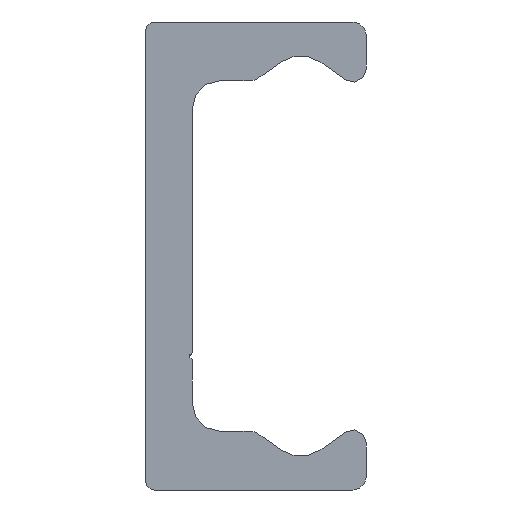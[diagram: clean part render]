
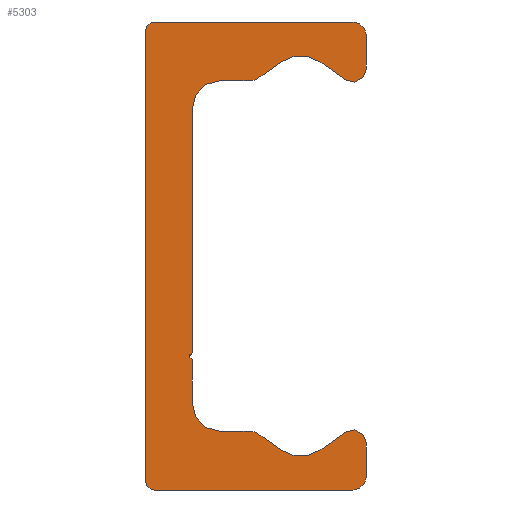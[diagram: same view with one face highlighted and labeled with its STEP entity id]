
A CAD part, left-side view. The second image highlights one B-rep face of the part: STEP entity #5303.
In plain terms, the highlighted planar face has unit normal (-1, 0, 0).
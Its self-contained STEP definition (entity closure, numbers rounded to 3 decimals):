
#4180=CARTESIAN_POINT('',(0.0,4.75,-7.25));
#4181=VERTEX_POINT('',#4180);
#4188=CARTESIAN_POINT('',(0.0,4.75,-7.75));
#4189=VERTEX_POINT('',#4188);
#4190=CARTESIAN_POINT('',(0.0,4.75,-7.5));
#4191=DIRECTION('',(-1.0,0.0,0.0));
#4192=DIRECTION('',(0.0,0.0,1.0));
#4193=AXIS2_PLACEMENT_3D('',#4190,#4191,#4192);
#4194=CIRCLE('',#4193,0.25);
#4195=EDGE_CURVE('',#4181,#4189,#4194,.T.);
#4305=CARTESIAN_POINT('',(0.0,4.75,11.1));
#4306=VERTEX_POINT('',#4305);
#4313=CARTESIAN_POINT('',(0.0,4.75,11.1));
#4314=DIRECTION('',(0.0,0.0,-1.0));
#4315=VECTOR('',#4314,18.35);
#4316=LINE('',#4313,#4315);
#4317=EDGE_CURVE('',#4306,#4181,#4316,.T.);
#4413=CARTESIAN_POINT('',(0.0,7.6,-17.5));
#4414=VERTEX_POINT('',#4413);
#4421=CARTESIAN_POINT('',(0.0,8.25,-16.85));
#4422=VERTEX_POINT('',#4421);
#4423=CARTESIAN_POINT('',(0.0,7.6,-16.85));
#4424=DIRECTION('',(1.0,0.0,0.0));
#4425=DIRECTION('',(0.0,0.0,-1.0));
#4426=AXIS2_PLACEMENT_3D('',#4423,#4424,#4425);
#4427=CIRCLE('',#4426,0.65);
#4428=EDGE_CURVE('',#4414,#4422,#4427,.T.);
#4452=CARTESIAN_POINT('',(0.0,-7.25,-17.5));
#4453=VERTEX_POINT('',#4452);
#4460=CARTESIAN_POINT('',(0.0,-7.25,-17.5));
#4461=DIRECTION('',(0.0,1.0,0.0));
#4462=VECTOR('',#4461,14.85);
#4463=LINE('',#4460,#4462);
#4464=EDGE_CURVE('',#4453,#4414,#4463,.T.);
#4484=CARTESIAN_POINT('',(0.0,-8.25,-16.5));
#4485=VERTEX_POINT('',#4484);
#4492=CARTESIAN_POINT('',(0.0,-7.25,-16.5));
#4493=DIRECTION('',(1.0,0.0,0.0));
#4494=DIRECTION('',(0.0,-1.0,0.0));
#4495=AXIS2_PLACEMENT_3D('',#4492,#4493,#4494);
#4496=CIRCLE('',#4495,1.0);
#4497=EDGE_CURVE('',#4485,#4453,#4496,.T.);
#4516=CARTESIAN_POINT('',(0.0,-8.25,-13.98));
#4517=VERTEX_POINT('',#4516);
#4524=CARTESIAN_POINT('',(0.0,-8.25,-13.98));
#4525=DIRECTION('',(0.0,0.0,-1.0));
#4526=VECTOR('',#4525,2.52);
#4527=LINE('',#4524,#4526);
#4528=EDGE_CURVE('',#4517,#4485,#4527,.T.);
#4548=CARTESIAN_POINT('',(0.0,-6.708,-13.177));
#4549=VERTEX_POINT('',#4548);
#4556=CARTESIAN_POINT('',(0.0,-7.27,-13.98));
#4557=DIRECTION('',(1.0,0.0,0.0));
#4558=DIRECTION('',(0.0,0.574,0.819));
#4559=AXIS2_PLACEMENT_3D('',#4556,#4557,#4558);
#4560=CIRCLE('',#4559,0.98);
#4561=EDGE_CURVE('',#4549,#4517,#4560,.T.);
#4580=CARTESIAN_POINT('',(0.0,-4.784,-14.524));
#4581=VERTEX_POINT('',#4580);
#4588=CARTESIAN_POINT('',(0.0,-4.784,-14.524));
#4589=DIRECTION('',(0.0,-0.819,0.574));
#4590=VECTOR('',#4589,2.349);
#4591=LINE('',#4588,#4590);
#4592=EDGE_CURVE('',#4581,#4549,#4591,.T.);
#4612=CARTESIAN_POINT('',(0.0,-1.916,-14.524));
#4613=VERTEX_POINT('',#4612);
#4620=CARTESIAN_POINT('',(0.0,-3.35,-12.477));
#4621=DIRECTION('',(-1.0,0.0,0.0));
#4622=DIRECTION('',(0.0,0.574,0.819));
#4623=AXIS2_PLACEMENT_3D('',#4620,#4621,#4622);
#4624=CIRCLE('',#4623,2.5);
#4625=EDGE_CURVE('',#4613,#4581,#4624,.T.);
#4644=CARTESIAN_POINT('',(0.0,-0.14,-13.281));
#4645=VERTEX_POINT('',#4644);
#4652=CARTESIAN_POINT('',(0.0,-0.14,-13.281));
#4653=DIRECTION('',(0.0,-0.819,-0.574));
#4654=VECTOR('',#4653,2.168);
#4655=LINE('',#4652,#4654);
#4656=EDGE_CURVE('',#4645,#4613,#4655,.T.);
#4676=CARTESIAN_POINT('',(0.0,0.433,-13.1));
#4677=VERTEX_POINT('',#4676);
#4684=CARTESIAN_POINT('',(0.0,0.433,-14.1));
#4685=DIRECTION('',(1.0,0.0,0.0));
#4686=DIRECTION('',(0.0,0.0,1.0));
#4687=AXIS2_PLACEMENT_3D('',#4684,#4685,#4686);
#4688=CIRCLE('',#4687,1.);
#4689=EDGE_CURVE('',#4677,#4645,#4688,.T.);
#4708=CARTESIAN_POINT('',(0.0,2.75,-13.1));
#4709=VERTEX_POINT('',#4708);
#4716=CARTESIAN_POINT('',(0.0,2.75,-13.1));
#4717=DIRECTION('',(0.0,-1.0,0.0));
#4718=VECTOR('',#4717,2.317);
#4719=LINE('',#4716,#4718);
#4720=EDGE_CURVE('',#4709,#4677,#4719,.T.);
#4740=CARTESIAN_POINT('',(0.0,4.75,-11.1));
#4741=VERTEX_POINT('',#4740);
#4748=CARTESIAN_POINT('',(0.0,2.75,-11.1));
#4749=DIRECTION('',(-1.0,0.0,0.0));
#4750=DIRECTION('',(0.0,0.0,1.0));
#4751=AXIS2_PLACEMENT_3D('',#4748,#4749,#4750);
#4752=CIRCLE('',#4751,2.0);
#4753=EDGE_CURVE('',#4741,#4709,#4752,.T.);
#4771=CARTESIAN_POINT('',(0.0,4.75,-7.75));
#4772=DIRECTION('',(0.0,0.0,-1.0));
#4773=VECTOR('',#4772,3.35);
#4774=LINE('',#4771,#4773);
#4775=EDGE_CURVE('',#4189,#4741,#4774,.T.);
#4795=CARTESIAN_POINT('',(0.0,2.75,13.1));
#4796=VERTEX_POINT('',#4795);
#4803=CARTESIAN_POINT('',(0.0,2.75,11.1));
#4804=DIRECTION('',(-1.0,0.0,0.0));
#4805=DIRECTION('',(0.0,-1.0,0.0));
#4806=AXIS2_PLACEMENT_3D('',#4803,#4804,#4805);
#4807=CIRCLE('',#4806,2.0);
#4808=EDGE_CURVE('',#4796,#4306,#4807,.T.);
#4827=CARTESIAN_POINT('',(0.0,0.433,13.1));
#4828=VERTEX_POINT('',#4827);
#4835=CARTESIAN_POINT('',(0.0,0.433,13.1));
#4836=DIRECTION('',(0.0,1.0,0.0));
#4837=VECTOR('',#4836,2.317);
#4838=LINE('',#4835,#4837);
#4839=EDGE_CURVE('',#4828,#4796,#4838,.T.);
#4859=CARTESIAN_POINT('',(0.0,-0.14,13.281));
#4860=VERTEX_POINT('',#4859);
#4867=CARTESIAN_POINT('',(0.0,0.433,14.1));
#4868=DIRECTION('',(1.0,0.0,0.0));
#4869=DIRECTION('',(0.0,-0.574,-0.819));
#4870=AXIS2_PLACEMENT_3D('',#4867,#4868,#4869);
#4871=CIRCLE('',#4870,1.);
#4872=EDGE_CURVE('',#4860,#4828,#4871,.T.);
#4891=CARTESIAN_POINT('',(0.0,-1.916,14.524));
#4892=VERTEX_POINT('',#4891);
#4899=CARTESIAN_POINT('',(0.0,-1.916,14.524));
#4900=DIRECTION('',(0.0,0.819,-0.574));
#4901=VECTOR('',#4900,2.168);
#4902=LINE('',#4899,#4901);
#4903=EDGE_CURVE('',#4892,#4860,#4902,.T.);
#4923=CARTESIAN_POINT('',(0.0,-4.784,14.524));
#4924=VERTEX_POINT('',#4923);
#4931=CARTESIAN_POINT('',(0.0,-3.35,12.477));
#4932=DIRECTION('',(-1.0,0.0,0.0));
#4933=DIRECTION('',(0.0,-0.574,-0.819));
#4934=AXIS2_PLACEMENT_3D('',#4931,#4932,#4933);
#4935=CIRCLE('',#4934,2.5);
#4936=EDGE_CURVE('',#4924,#4892,#4935,.T.);
#4955=CARTESIAN_POINT('',(0.0,-6.708,13.177));
#4956=VERTEX_POINT('',#4955);
#4963=CARTESIAN_POINT('',(0.0,-6.708,13.177));
#4964=DIRECTION('',(0.0,0.819,0.574));
#4965=VECTOR('',#4964,2.349);
#4966=LINE('',#4963,#4965);
#4967=EDGE_CURVE('',#4956,#4924,#4966,.T.);
#4987=CARTESIAN_POINT('',(0.0,-8.25,13.98));
#4988=VERTEX_POINT('',#4987);
#4995=CARTESIAN_POINT('',(0.0,-7.27,13.98));
#4996=DIRECTION('',(1.0,0.0,0.0));
#4997=DIRECTION('',(0.0,-1.0,0.0));
#4998=AXIS2_PLACEMENT_3D('',#4995,#4996,#4997);
#4999=CIRCLE('',#4998,0.98);
#5000=EDGE_CURVE('',#4988,#4956,#4999,.T.);
#5019=CARTESIAN_POINT('',(0.0,-8.25,16.5));
#5020=VERTEX_POINT('',#5019);
#5027=CARTESIAN_POINT('',(0.0,-8.25,16.5));
#5028=DIRECTION('',(0.0,0.0,-1.0));
#5029=VECTOR('',#5028,2.52);
#5030=LINE('',#5027,#5029);
#5031=EDGE_CURVE('',#5020,#4988,#5030,.T.);
#5051=CARTESIAN_POINT('',(0.0,-7.25,17.5));
#5052=VERTEX_POINT('',#5051);
#5059=CARTESIAN_POINT('',(0.0,-7.25,16.5));
#5060=DIRECTION('',(1.0,0.0,0.0));
#5061=DIRECTION('',(0.0,0.0,1.0));
#5062=AXIS2_PLACEMENT_3D('',#5059,#5060,#5061);
#5063=CIRCLE('',#5062,1.0);
#5064=EDGE_CURVE('',#5052,#5020,#5063,.T.);
#5083=CARTESIAN_POINT('',(0.0,7.6,17.5));
#5084=VERTEX_POINT('',#5083);
#5091=CARTESIAN_POINT('',(0.0,7.6,17.5));
#5092=DIRECTION('',(0.0,-1.0,0.0));
#5093=VECTOR('',#5092,14.85);
#5094=LINE('',#5091,#5093);
#5095=EDGE_CURVE('',#5084,#5052,#5094,.T.);
#5115=CARTESIAN_POINT('',(0.0,8.25,16.85));
#5116=VERTEX_POINT('',#5115);
#5123=CARTESIAN_POINT('',(0.0,7.6,16.85));
#5124=DIRECTION('',(1.0,0.0,0.0));
#5125=DIRECTION('',(0.0,1.0,0.0));
#5126=AXIS2_PLACEMENT_3D('',#5123,#5124,#5125);
#5127=CIRCLE('',#5126,0.65);
#5128=EDGE_CURVE('',#5116,#5084,#5127,.T.);
#5146=CARTESIAN_POINT('',(0.0,8.25,-16.85));
#5147=DIRECTION('',(0.0,0.0,1.0));
#5148=VECTOR('',#5147,33.7);
#5149=LINE('',#5146,#5148);
#5150=EDGE_CURVE('',#4422,#5116,#5149,.T.);
#5270=CARTESIAN_POINT('',(0.0,2.258,-0.017));
#5271=DIRECTION('',(1.0,0.0,0.0));
#5272=DIRECTION('',(0.0,0.0,-1.0));
#5273=AXIS2_PLACEMENT_3D('',#5270,#5271,#5272);
#5274=PLANE('',#5273);
#5275=ORIENTED_EDGE('',*,*,#5150,.F.);
#5276=ORIENTED_EDGE('',*,*,#4428,.F.);
#5277=ORIENTED_EDGE('',*,*,#4464,.F.);
#5278=ORIENTED_EDGE('',*,*,#4497,.F.);
#5279=ORIENTED_EDGE('',*,*,#4528,.F.);
#5280=ORIENTED_EDGE('',*,*,#4561,.F.);
#5281=ORIENTED_EDGE('',*,*,#4592,.F.);
#5282=ORIENTED_EDGE('',*,*,#4625,.F.);
#5283=ORIENTED_EDGE('',*,*,#4656,.F.);
#5284=ORIENTED_EDGE('',*,*,#4689,.F.);
#5285=ORIENTED_EDGE('',*,*,#4720,.F.);
#5286=ORIENTED_EDGE('',*,*,#4753,.F.);
#5287=ORIENTED_EDGE('',*,*,#4775,.F.);
#5288=ORIENTED_EDGE('',*,*,#4195,.F.);
#5289=ORIENTED_EDGE('',*,*,#4317,.F.);
#5290=ORIENTED_EDGE('',*,*,#4808,.F.);
#5291=ORIENTED_EDGE('',*,*,#4839,.F.);
#5292=ORIENTED_EDGE('',*,*,#4872,.F.);
#5293=ORIENTED_EDGE('',*,*,#4903,.F.);
#5294=ORIENTED_EDGE('',*,*,#4936,.F.);
#5295=ORIENTED_EDGE('',*,*,#4967,.F.);
#5296=ORIENTED_EDGE('',*,*,#5000,.F.);
#5297=ORIENTED_EDGE('',*,*,#5031,.F.);
#5298=ORIENTED_EDGE('',*,*,#5064,.F.);
#5299=ORIENTED_EDGE('',*,*,#5095,.F.);
#5300=ORIENTED_EDGE('',*,*,#5128,.F.);
#5301=EDGE_LOOP('',(#5275,#5276,#5277,#5278,#5279,#5280,#5281,#5282,#5283,#5284,#5285,#5286,#5287,#5288,#5289,#5290,#5291,#5292,#5293,#5294,#5295,#5296,#5297,#5298,#5299,#5300));
#5302=FACE_OUTER_BOUND('',#5301,.T.);
#5303=ADVANCED_FACE('',(#5302),#5274,.F.);
